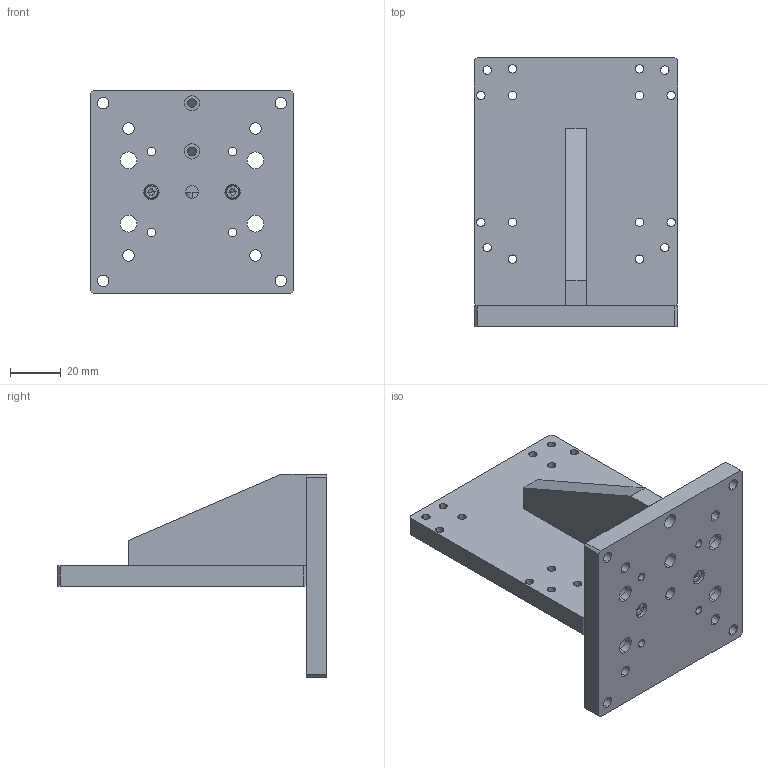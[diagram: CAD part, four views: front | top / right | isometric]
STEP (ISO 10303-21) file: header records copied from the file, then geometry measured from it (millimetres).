
FILE_DESCRIPTION (( 'STEP AP203' ), '1' );
FILE_NAME ('PHOB-A80A.step', '2019-05-08T10:21:58', ( '' ), ( '' ), 'SwSTEP 2.0', 'SolidWorks 2017', '' );
FILE_SCHEMA (( 'CONFIG_CONTROL_DESIGN' ));
Length unit declared in the file: millimetre
Products named in the file (1): PHOB-A80A
Bounding box: 80 x 106 x 80 mm (x, y, z)
Surface area: 41025 mm2 (no closed solid volume)
Topology: 0 solids, 15 shells, 213 faces, 841 edges, 646 vertices
Faces by surface type: cylinder 110, plane 87, cone 8, torus 8
Entity records: 9051 total; most frequent: CARTESIAN_POINT 1693, DIRECTION 1541, ORIENTED_EDGE 1295, EDGE_CURVE 833, VERTEX_POINT 646, VECTOR 553, LINE 553, AXIS2_PLACEMENT_3D 494
